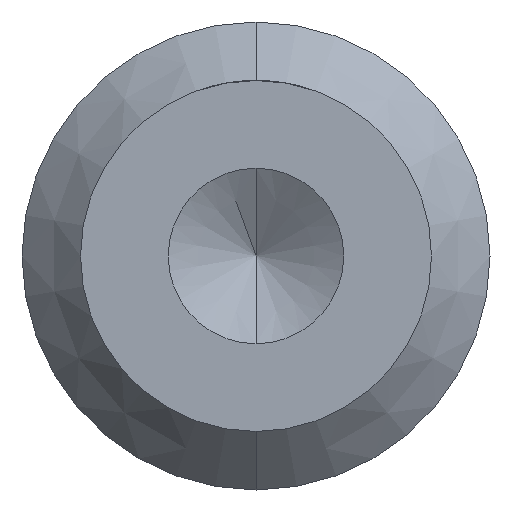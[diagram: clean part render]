
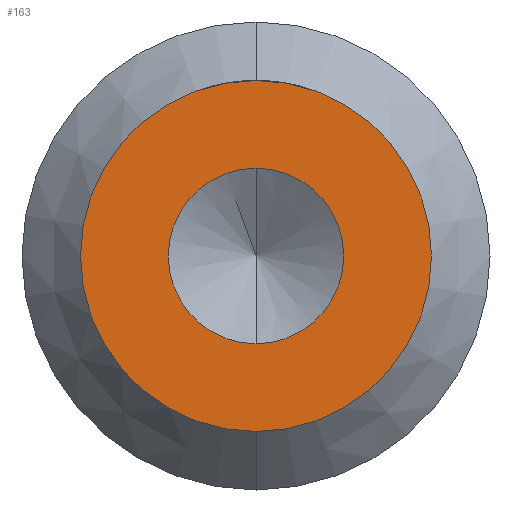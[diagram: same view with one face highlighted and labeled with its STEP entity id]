
A CAD part, front view. The second image highlights one B-rep face of the part: STEP entity #163.
In plain terms, the highlighted planar face has unit normal (0, -1, 0).
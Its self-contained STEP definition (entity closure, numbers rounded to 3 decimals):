
#38 = DIRECTION ( 'NONE',  ( 0., 0., 1. ) ) ;
#61 = DIRECTION ( 'NONE',  ( 0., 1., 0. ) ) ;
#67 = FACE_OUTER_BOUND ( 'NONE', #2337, .T. ) ;
#163 = ADVANCED_FACE ( 'NONE', ( #311, #67 ), #2547, .F. ) ;
#311 = FACE_BOUND ( 'NONE', #4651, .T. ) ;
#343 = VERTEX_POINT ( 'NONE', #3424 ) ;
#397 = EDGE_CURVE ( 'NONE', #2456, #343, #4620, .T. ) ;
#1064 = CARTESIAN_POINT ( 'NONE',  ( 0., 0., 0. ) ) ;
#1068 = DIRECTION ( 'NONE',  ( 0., -1., 0. ) ) ;
#1142 = CIRCLE ( 'NONE', #2402, 3. ) ;
#1369 = CARTESIAN_POINT ( 'NONE',  ( 0., 0., 6. ) ) ;
#1523 = EDGE_CURVE ( 'NONE', #343, #2456, #5143, .T. ) ;
#1599 = DIRECTION ( 'NONE',  ( 0., -1., 0. ) ) ;
#1605 = CARTESIAN_POINT ( 'NONE',  ( 0., 0., -3. ) ) ;
#1672 = VERTEX_POINT ( 'NONE', #3209 ) ;
#1798 = EDGE_CURVE ( 'NONE', #1672, #4038, #2301, .T. ) ;
#2055 = AXIS2_PLACEMENT_3D ( 'NONE', #3514, #1068, #4775 ) ;
#2291 = DIRECTION ( 'NONE',  ( 0., 0., -1. ) ) ;
#2301 = CIRCLE ( 'NONE', #3752, 3. ) ;
#2337 = EDGE_LOOP ( 'NONE', ( #2819, #5244 ) ) ;
#2397 = CARTESIAN_POINT ( 'NONE',  ( 0., 0., 0. ) ) ;
#2402 = AXIS2_PLACEMENT_3D ( 'NONE', #2397, #1599, #2796 ) ;
#2456 = VERTEX_POINT ( 'NONE', #1369 ) ;
#2547 = PLANE ( 'NONE',  #3607 ) ;
#2613 = EDGE_CURVE ( 'NONE', #4038, #1672, #1142, .T. ) ;
#2719 = ORIENTED_EDGE ( 'NONE', *, *, #2613, .F. ) ;
#2796 = DIRECTION ( 'NONE',  ( 0., 0., -1. ) ) ;
#2819 = ORIENTED_EDGE ( 'NONE', *, *, #1523, .T. ) ;
#2919 = DIRECTION ( 'NONE',  ( 0., -1., 0. ) ) ;
#2972 = ORIENTED_EDGE ( 'NONE', *, *, #1798, .F. ) ;
#3209 = CARTESIAN_POINT ( 'NONE',  ( 0., 0., 3. ) ) ;
#3424 = CARTESIAN_POINT ( 'NONE',  ( 0., 0., -6. ) ) ;
#3514 = CARTESIAN_POINT ( 'NONE',  ( 0., 0., 0. ) ) ;
#3607 = AXIS2_PLACEMENT_3D ( 'NONE', #4942, #61, #38 ) ;
#3676 = CARTESIAN_POINT ( 'NONE',  ( 0., 0., 0. ) ) ;
#3752 = AXIS2_PLACEMENT_3D ( 'NONE', #3676, #2919, #4090 ) ;
#3876 = DIRECTION ( 'NONE',  ( 0., -1., 0. ) ) ;
#4038 = VERTEX_POINT ( 'NONE', #1605 ) ;
#4090 = DIRECTION ( 'NONE',  ( 0., 0., -1. ) ) ;
#4517 = AXIS2_PLACEMENT_3D ( 'NONE', #1064, #3876, #2291 ) ;
#4620 = CIRCLE ( 'NONE', #4517, 6. ) ;
#4651 = EDGE_LOOP ( 'NONE', ( #2719, #2972 ) ) ;
#4775 = DIRECTION ( 'NONE',  ( 0., 0., -1. ) ) ;
#4942 = CARTESIAN_POINT ( 'NONE',  ( -3., 0., 0. ) ) ;
#5143 = CIRCLE ( 'NONE', #2055, 6. ) ;
#5244 = ORIENTED_EDGE ( 'NONE', *, *, #397, .T. ) ;
